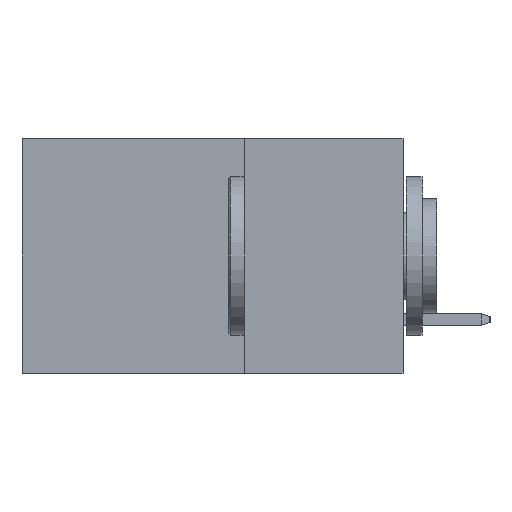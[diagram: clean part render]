
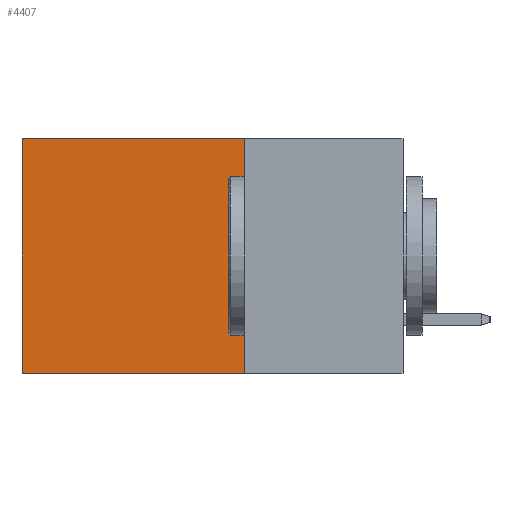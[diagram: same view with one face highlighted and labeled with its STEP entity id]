
A CAD part, left-side view. The second image highlights one B-rep face of the part: STEP entity #4407.
In plain terms, the highlighted planar face has unit normal (-1, 0, 0).
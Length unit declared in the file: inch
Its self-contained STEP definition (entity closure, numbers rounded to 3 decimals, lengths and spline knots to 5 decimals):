
#990 = CARTESIAN_POINT ( 'NONE',  ( 0.2875, 0.25, 0. ) ) ;
#1066 = DIRECTION ( 'NONE',  ( 0., 1., 0. ) ) ;
#1306 = CARTESIAN_POINT ( 'NONE',  ( 0.2875, 0.25, 0. ) ) ;
#1365 = VERTEX_POINT ( 'NONE', #1306 ) ;
#1430 = ORIENTED_EDGE ( 'NONE', *, *, #3960, .T. ) ;
#1871 = DIRECTION ( 'NONE',  ( 0., 0., -1. ) ) ;
#1931 = CARTESIAN_POINT ( 'NONE',  ( 0.2875, 0.25, -0.37 ) ) ;
#2174 = DIRECTION ( 'NONE',  ( 0., 1., 0. ) ) ;
#3355 = PLANE ( 'NONE',  #5906 ) ;
#3425 = FACE_OUTER_BOUND ( 'NONE', #3499, .T. ) ;
#3499 = EDGE_LOOP ( 'NONE', ( #10357, #4007, #12583, #1430 ) ) ;
#3679 = CARTESIAN_POINT ( 'NONE',  ( 0.2875, 0.25, 0. ) ) ;
#3884 = EDGE_CURVE ( 'NONE', #1365, #13007, #6054, .T. ) ;
#3913 = CARTESIAN_POINT ( 'NONE',  ( 0.2875, 0.6, 0. ) ) ;
#3960 = EDGE_CURVE ( 'NONE', #1365, #6463, #12135, .T. ) ;
#4007 = ORIENTED_EDGE ( 'NONE', *, *, #10771, .F. ) ;
#4407 = ADVANCED_FACE ( 'NONE', ( #3425 ), #3355, .F. ) ;
#5906 = AXIS2_PLACEMENT_3D ( 'NONE', #12323, #12269, #13364 ) ;
#6054 = LINE ( 'NONE', #3679, #13383 ) ;
#6463 = VERTEX_POINT ( 'NONE', #11222 ) ;
#8137 = VERTEX_POINT ( 'NONE', #11543 ) ;
#8535 = EDGE_CURVE ( 'NONE', #6463, #8137, #12832, .T. ) ;
#8824 = LINE ( 'NONE', #12162, #13373 ) ;
#10357 = ORIENTED_EDGE ( 'NONE', *, *, #8535, .T. ) ;
#10415 = DIRECTION ( 'NONE',  ( 0., 0., -1. ) ) ;
#10771 = EDGE_CURVE ( 'NONE', #13007, #8137, #8824, .T. ) ;
#10808 = VECTOR ( 'NONE', #1066, 39.37008 ) ;
#11222 = CARTESIAN_POINT ( 'NONE',  ( 0.2875, 0.6, 0. ) ) ;
#11543 = CARTESIAN_POINT ( 'NONE',  ( 0.2875, 0.6, -0.37 ) ) ;
#12135 = LINE ( 'NONE', #990, #10808 ) ;
#12162 = CARTESIAN_POINT ( 'NONE',  ( 0.2875, 0.25, -0.37 ) ) ;
#12269 = DIRECTION ( 'NONE',  ( 1., 0., 0. ) ) ;
#12323 = CARTESIAN_POINT ( 'NONE',  ( 0.2875, 0.25, 0. ) ) ;
#12583 = ORIENTED_EDGE ( 'NONE', *, *, #3884, .F. ) ;
#12613 = VECTOR ( 'NONE', #10415, 39.37008 ) ;
#12832 = LINE ( 'NONE', #3913, #12613 ) ;
#13007 = VERTEX_POINT ( 'NONE', #1931 ) ;
#13364 = DIRECTION ( 'NONE',  ( 0., 0., -1. ) ) ;
#13373 = VECTOR ( 'NONE', #2174, 39.37008 ) ;
#13383 = VECTOR ( 'NONE', #1871, 39.37008 ) ;
